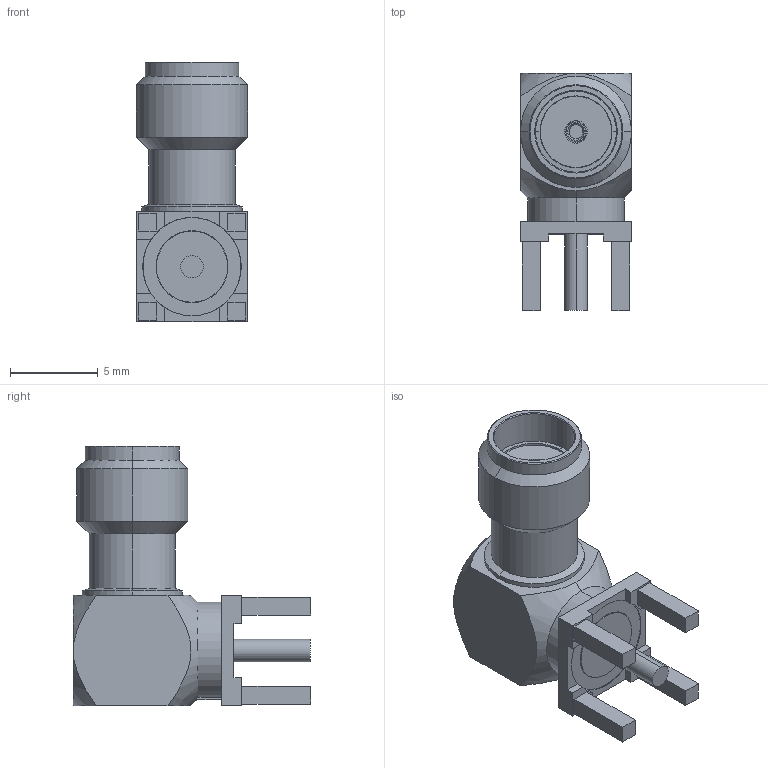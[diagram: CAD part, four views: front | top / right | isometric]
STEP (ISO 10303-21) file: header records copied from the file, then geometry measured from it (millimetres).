
FILE_DESCRIPTION (( 'STEP AP214' ), '1' );
FILE_NAME ('User Library-SMA-Connector.step', '2013-03-25T00:54:39', ( '' ), ( '' ), 'SwSTEP 2.0', 'SolidWorks 2013', '' );
FILE_SCHEMA (( 'AUTOMOTIVE_DESIGN' ));
Length unit declared in the file: millimetre
Products named in the file (1): User Library-SMA-Connector
Bounding box: 6.33 x 13.53 x 14.8 mm (x, y, z)
Volume: 531.9 mm3; surface area: 652 mm2
Topology: 1 solids, 1 shells, 126 faces, 308 edges, 197 vertices
Faces by surface type: plane 67, cone 33, cylinder 26
Entity records: 3874 total; most frequent: CARTESIAN_POINT 841, DIRECTION 617, ORIENTED_EDGE 616, EDGE_CURVE 308, AXIS2_PLACEMENT_3D 224, VERTEX_POINT 197, VECTOR 169, LINE 169
